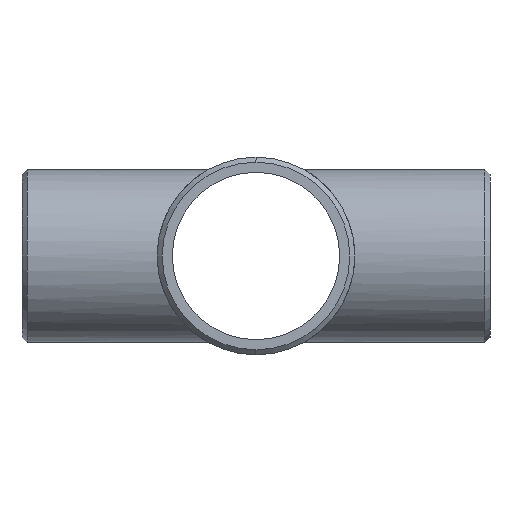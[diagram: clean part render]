
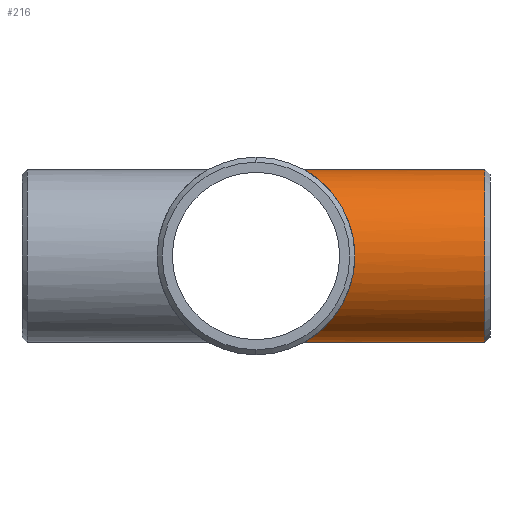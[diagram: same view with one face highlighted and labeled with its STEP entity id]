
A CAD part, left-side view. The second image highlights one B-rep face of the part: STEP entity #216.
In plain terms, the highlighted cylindrical face has radius 21.082 mm (diameter 42.164 mm), a partial arc.
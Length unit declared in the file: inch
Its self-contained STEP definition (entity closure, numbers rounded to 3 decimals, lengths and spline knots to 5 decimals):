
#53 = CIRCLE ( 'NONE', #732, 0.83 ) ;
#54 = CARTESIAN_POINT ( 'NONE',  ( -0.1989, -0.50251, 0.80629 ) ) ;
#59 = CARTESIAN_POINT ( 'NONE',  ( 0., -2.25, -0.83 ) ) ;
#67 = CARTESIAN_POINT ( 'NONE',  ( -0.7939, -0.91863, -0.24253 ) ) ;
#70 = CARTESIAN_POINT ( 'NONE',  ( 0., -2.20167, 0. ) ) ;
#85 = CARTESIAN_POINT ( 'NONE',  ( -0.1165, -0.47579, -0.82229 ) ) ;
#104 = VERTEX_POINT ( 'NONE', #879 ) ;
#117 = EDGE_LOOP ( 'NONE', ( #584, #344, #123, #1139 ) ) ;
#123 = ORIENTED_EDGE ( 'NONE', *, *, #917, .T. ) ;
#132 = CARTESIAN_POINT ( 'NONE',  ( -0.73523, -0.8684, 0.38609 ) ) ;
#151 = CARTESIAN_POINT ( 'NONE',  ( 0., -2.20167, 0.83 ) ) ;
#153 = EDGE_CURVE ( 'NONE', #104, #194, #53, .T. ) ;
#158 = CARTESIAN_POINT ( 'NONE',  ( -0.78071, -0.90724, -0.2832 ) ) ;
#194 = VERTEX_POINT ( 'NONE', #151 ) ;
#216 = ADVANCED_FACE ( 'NONE', ( #614 ), #255, .T. ) ;
#220 = CARTESIAN_POINT ( 'NONE',  ( -0.78005, -0.90667, 0.28501 ) ) ;
#227 = CARTESIAN_POINT ( 'NONE',  ( -0.82965, -0.9497, -0.02811 ) ) ;
#243 = CARTESIAN_POINT ( 'NONE',  ( -0.4804, -0.66645, 0.67732 ) ) ;
#253 = CARTESIAN_POINT ( 'NONE',  ( -0.41801, -0.62245, -0.71883 ) ) ;
#255 = CYLINDRICAL_SURFACE ( 'NONE', #678, 0.83 ) ;
#258 = CARTESIAN_POINT ( 'NONE',  ( -0.27684, -0.53827, -0.78293 ) ) ;
#263 = CARTESIAN_POINT ( 'NONE',  ( -0.2258, -0.51389, -0.79914 ) ) ;
#319 = CARTESIAN_POINT ( 'NONE',  ( -0.82353, -0.94433, 0.11841 ) ) ;
#325 = CARTESIAN_POINT ( 'NONE',  ( -0.81787, -0.93941, -0.14433 ) ) ;
#328 = DIRECTION ( 'NONE',  ( 0., 1., 0. ) ) ;
#344 = ORIENTED_EDGE ( 'NONE', *, *, #375, .T. ) ;
#351 = CARTESIAN_POINT ( 'NONE',  ( -0.709, -0.8463, -0.4324 ) ) ;
#355 = CARTESIAN_POINT ( 'NONE',  ( -0.798, -0.92217, -0.2287 ) ) ;
#360 = CARTESIAN_POINT ( 'NONE',  ( -0.48105, -0.66692, -0.67685 ) ) ;
#361 = CARTESIAN_POINT ( 'NONE',  ( 0., -0.46217, -0.83 ) ) ;
#375 = EDGE_CURVE ( 'NONE', #194, #993, #456, .T. ) ;
#386 = VERTEX_POINT ( 'NONE', #361 ) ;
#413 = CARTESIAN_POINT ( 'NONE',  ( -0.80498, -0.92822, 0.20275 ) ) ;
#418 = CARTESIAN_POINT ( 'NONE',  ( -0.54055, -0.71107, 0.63036 ) ) ;
#424 = VECTOR ( 'NONE', #521, 39.37008 ) ;
#426 = CARTESIAN_POINT ( 'NONE',  ( 0., -0.46217, 0.83 ) ) ;
#432 = CARTESIAN_POINT ( 'NONE',  ( -0.30127, -0.55135, 0.77383 ) ) ;
#438 = CARTESIAN_POINT ( 'NONE',  ( -0.69389, -0.83367, 0.4562 ) ) ;
#442 = CARTESIAN_POINT ( 'NONE',  ( -0.14497, -0.4837, -0.81772 ) ) ;
#446 = CARTESIAN_POINT ( 'NONE',  ( 0., -0.46217, 0.83 ) ) ;
#455 = CARTESIAN_POINT ( 'NONE',  ( -0.77067, -0.89861, -0.30942 ) ) ;
#456 = LINE ( 'NONE', #829, #596 ) ;
#504 = CARTESIAN_POINT ( 'NONE',  ( -0.79747, -0.92171, 0.23055 ) ) ;
#508 = CARTESIAN_POINT ( 'NONE',  ( -0.82989, -0.9499, 0.06074 ) ) ;
#517 = DIRECTION ( 'NONE',  ( 0., 0., -1. ) ) ;
#521 = DIRECTION ( 'NONE',  ( 0., 1., 0. ) ) ;
#547 = B_SPLINE_CURVE_WITH_KNOTS ( 'NONE', 3,
 ( #426, #780, #1170, #1174, #870, #54, #606, #976, #432, #706, #1082, #243, #1061, #418, #964, #612, #590, #438, #983, #132, #893, #1151, #220, #958, #504, #413, #1157, #319, #508, #691, #227, #875, #597, #785, #325, #617, #812, #355, #67, #158, #455, #818, #1008, #351, #720, #726, #899, #903, #1003, #1106, #360, #253, #632, #642, #258, #263, #828, #442, #85, #716, #913, #1015 ),
 .UNSPECIFIED., .F., .F.,
 ( 4, 2, 2, 2, 2, 2, 2, 2, 2, 2, 2, 2, 2, 2, 2, 2, 2, 2, 2, 2, 2, 2, 2, 2, 2, 2, 2, 2, 2, 2, 4 ),
 ( 0.07139, 0.07362, 0.07585, 0.07808, 0.08031, 0.08477, 0.087, 0.08923, 0.09369, 0.09592, 0.09816, 0.10039, 0.1015, 0.10262, 0.10708, 0.10819, 0.10931, 0.11154, 0.11265, 0.11377, 0.116, 0.11823, 0.12046, 0.12492, 0.12715, 0.12938, 0.13384, 0.13607, 0.1383, 0.14053, 0.14277 ),
 .UNSPECIFIED. ) ;
#584 = ORIENTED_EDGE ( 'NONE', *, *, #153, .T. ) ;
#590 = CARTESIAN_POINT ( 'NONE',  ( -0.64803, -0.79577, 0.52132 ) ) ;
#596 = VECTOR ( 'NONE', #1200, 39.37008 ) ;
#597 = CARTESIAN_POINT ( 'NONE',  ( -0.82699, -0.94737, -0.07214 ) ) ;
#606 = CARTESIAN_POINT ( 'NONE',  ( -0.22522, -0.51363, 0.79931 ) ) ;
#609 = DIRECTION ( 'NONE',  ( 0., 1., 0. ) ) ;
#612 = CARTESIAN_POINT ( 'NONE',  ( -0.61439, -0.76847, 0.56038 ) ) ;
#614 = FACE_OUTER_BOUND ( 'NONE', #117, .T. ) ;
#617 = CARTESIAN_POINT ( 'NONE',  ( -0.80885, -0.93158, -0.18675 ) ) ;
#620 = DIRECTION ( 'NONE',  ( 0., 0., -1. ) ) ;
#632 = CARTESIAN_POINT ( 'NONE',  ( -0.37358, -0.59298, -0.743 ) ) ;
#642 = CARTESIAN_POINT ( 'NONE',  ( -0.30171, -0.55158, -0.77366 ) ) ;
#678 = AXIS2_PLACEMENT_3D ( 'NONE', #705, #609, #620 ) ;
#691 = CARTESIAN_POINT ( 'NONE',  ( -0.83003, -0.95002, -0.01324 ) ) ;
#705 = CARTESIAN_POINT ( 'NONE',  ( 0., -2.25, 0. ) ) ;
#706 = CARTESIAN_POINT ( 'NONE',  ( -0.37271, -0.59245, 0.74342 ) ) ;
#716 = CARTESIAN_POINT ( 'NONE',  ( -0.059, -0.46506, -0.8284 ) ) ;
#720 = CARTESIAN_POINT ( 'NONE',  ( -0.69458, -0.83425, -0.45514 ) ) ;
#726 = CARTESIAN_POINT ( 'NONE',  ( -0.64899, -0.79655, -0.52011 ) ) ;
#732 = AXIS2_PLACEMENT_3D ( 'NONE', #70, #328, #517 ) ;
#780 = CARTESIAN_POINT ( 'NONE',  ( -0.02923, -0.46217, 0.83 ) ) ;
#785 = CARTESIAN_POINT ( 'NONE',  ( -0.82242, -0.94338, -0.11568 ) ) ;
#812 = CARTESIAN_POINT ( 'NONE',  ( -0.80548, -0.92865, -0.20079 ) ) ;
#814 = EDGE_CURVE ( 'NONE', #104, #386, #980, .T. ) ;
#818 = CARTESIAN_POINT ( 'NONE',  ( -0.74828, -0.87948, -0.36021 ) ) ;
#828 = CARTESIAN_POINT ( 'NONE',  ( -0.19954, -0.50275, -0.80614 ) ) ;
#829 = CARTESIAN_POINT ( 'NONE',  ( 0., -2.25, 0.83 ) ) ;
#870 = CARTESIAN_POINT ( 'NONE',  ( -0.14459, -0.48359, 0.81778 ) ) ;
#875 = CARTESIAN_POINT ( 'NONE',  ( -0.82813, -0.94837, -0.05753 ) ) ;
#879 = CARTESIAN_POINT ( 'NONE',  ( 0., -2.20167, -0.83 ) ) ;
#893 = CARTESIAN_POINT ( 'NONE',  ( -0.74756, -0.87887, 0.36168 ) ) ;
#899 = CARTESIAN_POINT ( 'NONE',  ( -0.61537, -0.76926, -0.55932 ) ) ;
#903 = CARTESIAN_POINT ( 'NONE',  ( -0.56029, -0.72622, -0.61289 ) ) ;
#913 = CARTESIAN_POINT ( 'NONE',  ( -0.0298, -0.46217, -0.83 ) ) ;
#917 = EDGE_CURVE ( 'NONE', #993, #386, #547, .T. ) ;
#958 = CARTESIAN_POINT ( 'NONE',  ( -0.79333, -0.91814, 0.24438 ) ) ;
#964 = CARTESIAN_POINT ( 'NONE',  ( -0.55956, -0.72566, 0.61355 ) ) ;
#976 = CARTESIAN_POINT ( 'NONE',  ( -0.27662, -0.53815, 0.78301 ) ) ;
#980 = LINE ( 'NONE', #59, #424 ) ;
#983 = CARTESIAN_POINT ( 'NONE',  ( -0.70844, -0.84583, 0.4333 ) ) ;
#993 = VERTEX_POINT ( 'NONE', #446 ) ;
#1003 = CARTESIAN_POINT ( 'NONE',  ( -0.54106, -0.71146, -0.62992 ) ) ;
#1008 = CARTESIAN_POINT ( 'NONE',  ( -0.73593, -0.86898, -0.38479 ) ) ;
#1015 = CARTESIAN_POINT ( 'NONE',  ( 0., -0.46217, -0.83 ) ) ;
#1061 = CARTESIAN_POINT ( 'NONE',  ( -0.50099, -0.68148, 0.66224 ) ) ;
#1082 = CARTESIAN_POINT ( 'NONE',  ( -0.41713, -0.62185, 0.71935 ) ) ;
#1106 = CARTESIAN_POINT ( 'NONE',  ( -0.50144, -0.68181, -0.6619 ) ) ;
#1139 = ORIENTED_EDGE ( 'NONE', *, *, #814, .F. ) ;
#1151 = CARTESIAN_POINT ( 'NONE',  ( -0.76997, -0.89801, 0.31115 ) ) ;
#1157 = CARTESIAN_POINT ( 'NONE',  ( -0.80838, -0.93117, 0.18877 ) ) ;
#1170 = CARTESIAN_POINT ( 'NONE',  ( -0.05845, -0.46497, 0.82846 ) ) ;
#1174 = CARTESIAN_POINT ( 'NONE',  ( -0.11661, -0.4758, 0.82229 ) ) ;
#1200 = DIRECTION ( 'NONE',  ( 0., 1., 0. ) ) ;
